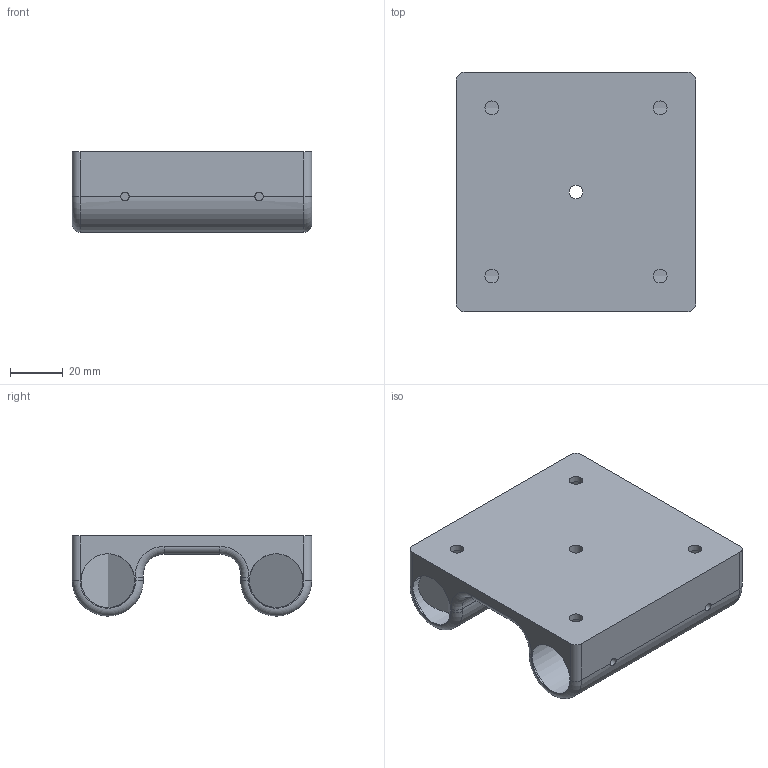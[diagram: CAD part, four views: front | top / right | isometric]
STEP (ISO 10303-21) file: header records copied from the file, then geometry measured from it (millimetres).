
FILE_DESCRIPTION(('FreeCAD Model'),'2;1');
FILE_NAME('Open CASCADE Shape Model','2022-02-09T09:45:51',('Author'),( ''),'Open CASCADE STEP processor 7.5','FreeCAD','Unknown');
FILE_SCHEMA(('AUTOMOTIVE_DESIGN { 1 0 10303 214 1 1 1 1 }'));
Length unit declared in the file: millimetre
Products named in the file (1): NEW.inner.hinge
Bounding box: 91 x 91 x 30.5 mm (x, y, z)
Surface area: 42587.5 mm2 (no closed solid volume)
Topology: 0 solids, 1 shells, 73 faces, 229 edges, 141 vertices
Faces by surface type: plane 42, cylinder 19, torus 12
Full cylindrical faces by diameter (mm): 3.2 x2, 5.2 x5
Entity records: 5306 total; most frequent: CARTESIAN_POINT 1445, DIRECTION 711, ORIENTED_EDGE 386, PCURVE 386, DEFINITIONAL_REPRESENTATION 386, LINE 379, VECTOR 379, EDGE_CURVE 193
